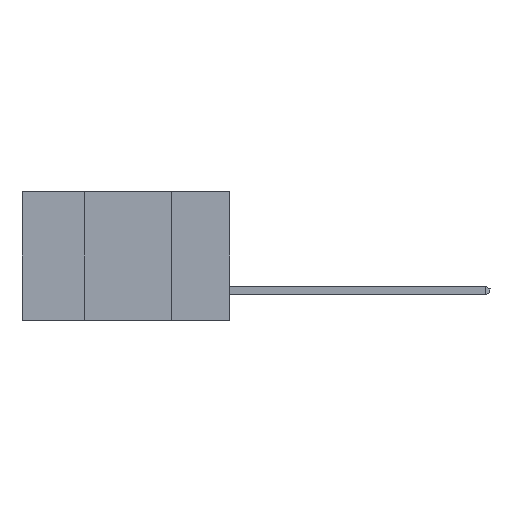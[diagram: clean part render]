
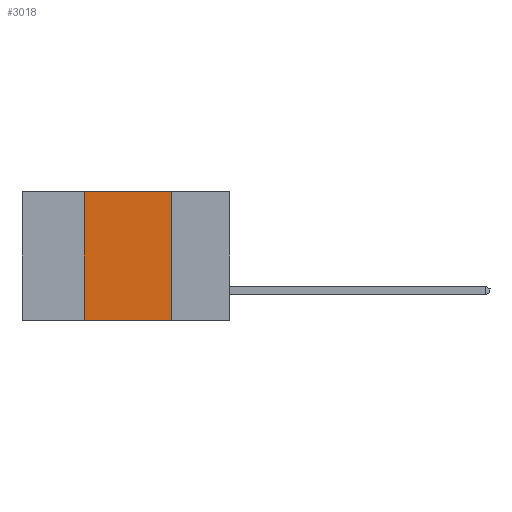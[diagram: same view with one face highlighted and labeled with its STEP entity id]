
A CAD part, left-side view. The second image highlights one B-rep face of the part: STEP entity #3018.
In plain terms, the highlighted planar face has unit normal (-1, 0, 0).
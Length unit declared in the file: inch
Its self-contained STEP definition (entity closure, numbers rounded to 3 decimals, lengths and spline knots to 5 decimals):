
#1231 = CARTESIAN_POINT ( 'NONE',  ( 0., 0.42, -0.37 ) ) ;
#1491 = ORIENTED_EDGE ( 'NONE', *, *, #7399, .F. ) ;
#2133 = LINE ( 'NONE', #8499, #11337 ) ;
#2495 = VERTEX_POINT ( 'NONE', #18875 ) ;
#3018 = ADVANCED_FACE ( 'NONE', ( #6706 ), #11171, .F. ) ;
#3526 = VERTEX_POINT ( 'NONE', #6676 ) ;
#4054 = CARTESIAN_POINT ( 'NONE',  ( 0., 0.6, -0.37 ) ) ;
#4739 = ORIENTED_EDGE ( 'NONE', *, *, #10222, .F. ) ;
#5334 = DIRECTION ( 'NONE',  ( 0., 0., -1. ) ) ;
#6630 = VECTOR ( 'NONE', #5334, 39.37008 ) ;
#6635 = VERTEX_POINT ( 'NONE', #14371 ) ;
#6676 = CARTESIAN_POINT ( 'NONE',  ( 0., 0.17, 0. ) ) ;
#6706 = FACE_OUTER_BOUND ( 'NONE', #17087, .T. ) ;
#6901 = CARTESIAN_POINT ( 'NONE',  ( 0., 0.17, -0.37 ) ) ;
#7399 = EDGE_CURVE ( 'NONE', #6635, #11089, #15482, .T. ) ;
#7476 = ORIENTED_EDGE ( 'NONE', *, *, #18764, .T. ) ;
#8499 = CARTESIAN_POINT ( 'NONE',  ( 0., 0.6, 0. ) ) ;
#8725 = ORIENTED_EDGE ( 'NONE', *, *, #12983, .F. ) ;
#9922 = DIRECTION ( 'NONE',  ( 1., 0., 0. ) ) ;
#10222 = EDGE_CURVE ( 'NONE', #3526, #2495, #17898, .T. ) ;
#11089 = VERTEX_POINT ( 'NONE', #16159 ) ;
#11171 = PLANE ( 'NONE',  #14968 ) ;
#11337 = VECTOR ( 'NONE', #14818, 39.37008 ) ;
#12983 = EDGE_CURVE ( 'NONE', #11089, #3526, #2133, .T. ) ;
#13582 = DIRECTION ( 'NONE',  ( 0., -1., 0. ) ) ;
#14276 = CARTESIAN_POINT ( 'NONE',  ( 0., 0.6, 0. ) ) ;
#14371 = CARTESIAN_POINT ( 'NONE',  ( 0., 0.42, -0.37 ) ) ;
#14818 = DIRECTION ( 'NONE',  ( 0., -1., 0. ) ) ;
#14968 = AXIS2_PLACEMENT_3D ( 'NONE', #14276, #9922, #19253 ) ;
#15052 = LINE ( 'NONE', #4054, #20413 ) ;
#15482 = LINE ( 'NONE', #1231, #17538 ) ;
#16159 = CARTESIAN_POINT ( 'NONE',  ( 0., 0.42, 0. ) ) ;
#17087 = EDGE_LOOP ( 'NONE', ( #4739, #8725, #1491, #7476 ) ) ;
#17538 = VECTOR ( 'NONE', #19932, 39.37008 ) ;
#17898 = LINE ( 'NONE', #6901, #6630 ) ;
#18764 = EDGE_CURVE ( 'NONE', #6635, #2495, #15052, .T. ) ;
#18875 = CARTESIAN_POINT ( 'NONE',  ( 0., 0.17, -0.37 ) ) ;
#19253 = DIRECTION ( 'NONE',  ( 0., 0., -1. ) ) ;
#19932 = DIRECTION ( 'NONE',  ( 0., 0., 1. ) ) ;
#20413 = VECTOR ( 'NONE', #13582, 39.37008 ) ;
